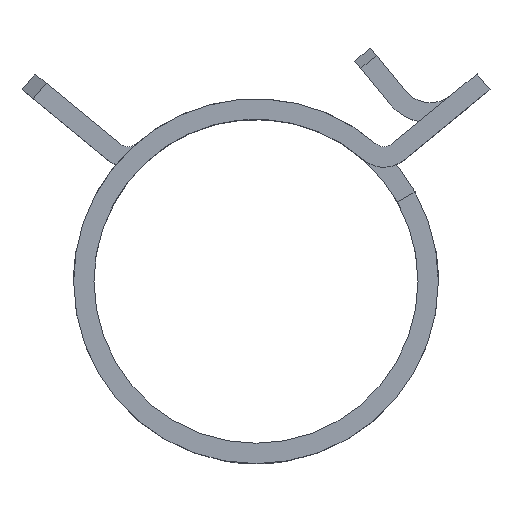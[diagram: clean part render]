
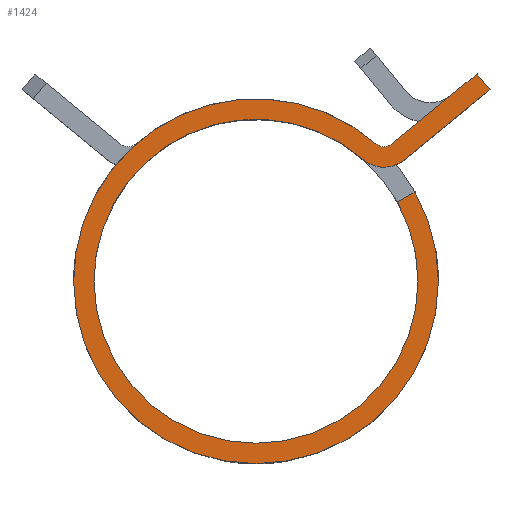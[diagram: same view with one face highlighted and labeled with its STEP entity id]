
A CAD part, top view. The second image highlights one B-rep face of the part: STEP entity #1424.
In plain terms, the highlighted planar face has unit normal (0, 0, 1).
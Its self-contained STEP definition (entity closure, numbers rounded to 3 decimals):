
#42 = CARTESIAN_POINT ( 'NONE',  ( 0., 0., 6. ) ) ;
#75 = AXIS2_PLACEMENT_3D ( 'NONE', #1269, #2240, #6042 ) ;
#162 = VECTOR ( 'NONE', #2548, 1000. ) ;
#180 = DIRECTION ( 'NONE',  ( -1., 0., 0. ) ) ;
#263 = VERTEX_POINT ( 'NONE', #2656 ) ;
#276 = ORIENTED_EDGE ( 'NONE', *, *, #1797, .F. ) ;
#285 = AXIS2_PLACEMENT_3D ( 'NONE', #42, #1910, #2837 ) ;
#340 = CARTESIAN_POINT ( 'NONE',  ( 13.5, 0., 6. ) ) ;
#421 = ORIENTED_EDGE ( 'NONE', *, *, #5959, .F. ) ;
#440 = ORIENTED_EDGE ( 'NONE', *, *, #1728, .T. ) ;
#468 = AXIS2_PLACEMENT_3D ( 'NONE', #1617, #1589, #5485 ) ;
#557 = VERTEX_POINT ( 'NONE', #2557 ) ;
#588 = ORIENTED_EDGE ( 'NONE', *, *, #5219, .T. ) ;
#629 = CARTESIAN_POINT ( 'NONE',  ( 0., 0., 6. ) ) ;
#872 = CARTESIAN_POINT ( 'NONE',  ( 11.773, 6.607, 6. ) ) ;
#887 = EDGE_CURVE ( 'NONE', #3896, #1268, #2069, .T. ) ;
#940 = CARTESIAN_POINT ( 'NONE',  ( 0., 0., 6. ) ) ;
#1062 = AXIS2_PLACEMENT_3D ( 'NONE', #629, #3508, #1104 ) ;
#1102 = ORIENTED_EDGE ( 'NONE', *, *, #3425, .F. ) ;
#1104 = DIRECTION ( 'NONE',  ( 1., 0., 0. ) ) ;
#1219 = EDGE_CURVE ( 'NONE', #1689, #3289, #2860, .T. ) ;
#1237 = CARTESIAN_POINT ( 'NONE',  ( 0., 0., 6. ) ) ;
#1243 = CARTESIAN_POINT ( 'NONE',  ( 18.423, 17.278, 6. ) ) ;
#1268 = VERTEX_POINT ( 'NONE', #4437 ) ;
#1269 = CARTESIAN_POINT ( 'NONE',  ( 0., 0., 6. ) ) ;
#1283 = FACE_OUTER_BOUND ( 'NONE', #1922, .T. ) ;
#1298 = AXIS2_PLACEMENT_3D ( 'NONE', #5906, #2136, #4939 ) ;
#1330 = DIRECTION ( 'NONE',  ( 0.633, -0.774, 0. ) ) ;
#1338 = ORIENTED_EDGE ( 'NONE', *, *, #4314, .T. ) ;
#1366 = VECTOR ( 'NONE', #5021, 1000. ) ;
#1392 = DIRECTION ( 'NONE',  ( 0., 0., 1. ) ) ;
#1424 = ADVANCED_FACE ( 'NONE', ( #1283 ), #2251, .T. ) ;
#1466 = AXIS2_PLACEMENT_3D ( 'NONE', #940, #2911, #5279 ) ;
#1481 = VERTEX_POINT ( 'NONE', #3743 ) ;
#1500 = CIRCLE ( 'NONE', #3693, 15.2 ) ;
#1577 = VECTOR ( 'NONE', #1330, 1000. ) ;
#1589 = DIRECTION ( 'NONE',  ( 0., 0., 1. ) ) ;
#1617 = CARTESIAN_POINT ( 'NONE',  ( 0., 0., 6. ) ) ;
#1689 = VERTEX_POINT ( 'NONE', #2937 ) ;
#1701 = VECTOR ( 'NONE', #2304, 1000. ) ;
#1728 = EDGE_CURVE ( 'NONE', #2824, #263, #2151, .T. ) ;
#1797 = EDGE_CURVE ( 'NONE', #2824, #4295, #4122, .T. ) ;
#1910 = DIRECTION ( 'NONE',  ( 0., 0., 1. ) ) ;
#1922 = EDGE_LOOP ( 'NONE', ( #1338, #2778, #6092, #3280, #421, #2231, #5263, #3168, #1102, #276, #440, #588 ) ) ;
#2063 = CIRCLE ( 'NONE', #1062, 13.5 ) ;
#2069 = CIRCLE ( 'NONE', #5354, 2.7 ) ;
#2136 = DIRECTION ( 'NONE',  ( 0., 0., -1. ) ) ;
#2151 = LINE ( 'NONE', #5922, #1366 ) ;
#2201 = CARTESIAN_POINT ( 'NONE',  ( 12.36, 10.118, 6. ) ) ;
#2231 = ORIENTED_EDGE ( 'NONE', *, *, #3948, .F. ) ;
#2240 = DIRECTION ( 'NONE',  ( 0., 0., 1. ) ) ;
#2251 = PLANE ( 'NONE',  #285 ) ;
#2304 = DIRECTION ( 'NONE',  ( 0.872, 0.489, 0. ) ) ;
#2548 = DIRECTION ( 'NONE',  ( -0.774, -0.633, 0. ) ) ;
#2557 = CARTESIAN_POINT ( 'NONE',  ( -13.5, 0., 6. ) ) ;
#2614 = LINE ( 'NONE', #5449, #162 ) ;
#2656 = CARTESIAN_POINT ( 'NONE',  ( 11.284, 11.433, 6. ) ) ;
#2672 = DIRECTION ( 'NONE',  ( 1., 0., 0. ) ) ;
#2778 = ORIENTED_EDGE ( 'NONE', *, *, #1219, .T. ) ;
#2824 = VERTEX_POINT ( 'NONE', #5465 ) ;
#2837 = DIRECTION ( 'NONE',  ( 1., 0., 0. ) ) ;
#2860 = CIRCLE ( 'NONE', #1466, 15.2 ) ;
#2894 = CARTESIAN_POINT ( 'NONE',  ( 11.773, 6.607, 6. ) ) ;
#2911 = DIRECTION ( 'NONE',  ( 0., 0., 1. ) ) ;
#2937 = CARTESIAN_POINT ( 'NONE',  ( -15.2, 0., 6. ) ) ;
#2983 = CARTESIAN_POINT ( 'NONE',  ( 10.65, 12.207, 6. ) ) ;
#3140 = DIRECTION ( 'NONE',  ( 0., 0., 1. ) ) ;
#3146 = CARTESIAN_POINT ( 'NONE',  ( 19.5, 15.962, 6. ) ) ;
#3158 = CIRCLE ( 'NONE', #468, 13.5 ) ;
#3168 = ORIENTED_EDGE ( 'NONE', *, *, #887, .F. ) ;
#3280 = ORIENTED_EDGE ( 'NONE', *, *, #5988, .F. ) ;
#3289 = VERTEX_POINT ( 'NONE', #4434 ) ;
#3425 = EDGE_CURVE ( 'NONE', #4295, #3896, #2614, .T. ) ;
#3475 = VERTEX_POINT ( 'NONE', #3611 ) ;
#3508 = DIRECTION ( 'NONE',  ( 0., 0., 1. ) ) ;
#3603 = AXIS2_PLACEMENT_3D ( 'NONE', #6127, #1392, #5761 ) ;
#3611 = CARTESIAN_POINT ( 'NONE',  ( 9.993, 11.454, 6. ) ) ;
#3693 = AXIS2_PLACEMENT_3D ( 'NONE', #1237, #3140, #2672 ) ;
#3743 = CARTESIAN_POINT ( 'NONE',  ( 13.255, 7.439, 6. ) ) ;
#3833 = LINE ( 'NONE', #2894, #1701 ) ;
#3896 = VERTEX_POINT ( 'NONE', #2201 ) ;
#3948 = EDGE_CURVE ( 'NONE', #557, #4290, #2063, .T. ) ;
#4122 = LINE ( 'NONE', #1243, #1577 ) ;
#4240 = EDGE_CURVE ( 'NONE', #1268, #557, #3158, .T. ) ;
#4290 = VERTEX_POINT ( 'NONE', #340 ) ;
#4295 = VERTEX_POINT ( 'NONE', #3146 ) ;
#4314 = EDGE_CURVE ( 'NONE', #3475, #1689, #4453, .T. ) ;
#4434 = CARTESIAN_POINT ( 'NONE',  ( 15.2, 0., 6. ) ) ;
#4437 = CARTESIAN_POINT ( 'NONE',  ( 8.875, 10.173, 6. ) ) ;
#4453 = CIRCLE ( 'NONE', #75, 15.2 ) ;
#4494 = CIRCLE ( 'NONE', #3603, 13.5 ) ;
#4939 = DIRECTION ( 'NONE',  ( 1., 0., 0. ) ) ;
#4957 = EDGE_CURVE ( 'NONE', #3289, #1481, #1500, .T. ) ;
#5021 = DIRECTION ( 'NONE',  ( -0.774, -0.633, 0. ) ) ;
#5219 = EDGE_CURVE ( 'NONE', #263, #3475, #5483, .T. ) ;
#5263 = ORIENTED_EDGE ( 'NONE', *, *, #4240, .F. ) ;
#5279 = DIRECTION ( 'NONE',  ( 1., 0., 0. ) ) ;
#5310 = VERTEX_POINT ( 'NONE', #872 ) ;
#5354 = AXIS2_PLACEMENT_3D ( 'NONE', #2983, #5474, #180 ) ;
#5449 = CARTESIAN_POINT ( 'NONE',  ( 19.5, 15.962, 6. ) ) ;
#5465 = CARTESIAN_POINT ( 'NONE',  ( 18.423, 17.278, 6. ) ) ;
#5474 = DIRECTION ( 'NONE',  ( 0., 0., -1. ) ) ;
#5483 = CIRCLE ( 'NONE', #1298, 1. ) ;
#5485 = DIRECTION ( 'NONE',  ( 1., 0., 0. ) ) ;
#5761 = DIRECTION ( 'NONE',  ( 1., 0., 0. ) ) ;
#5906 = CARTESIAN_POINT ( 'NONE',  ( 10.65, 12.207, 6. ) ) ;
#5922 = CARTESIAN_POINT ( 'NONE',  ( 18.423, 17.278, 6. ) ) ;
#5959 = EDGE_CURVE ( 'NONE', #4290, #5310, #4494, .T. ) ;
#5988 = EDGE_CURVE ( 'NONE', #5310, #1481, #3833, .T. ) ;
#6042 = DIRECTION ( 'NONE',  ( 1., 0., 0. ) ) ;
#6092 = ORIENTED_EDGE ( 'NONE', *, *, #4957, .T. ) ;
#6127 = CARTESIAN_POINT ( 'NONE',  ( 0., 0., 6. ) ) ;
